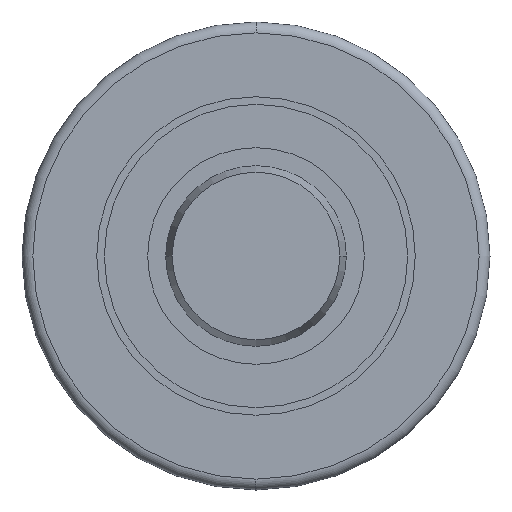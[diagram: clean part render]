
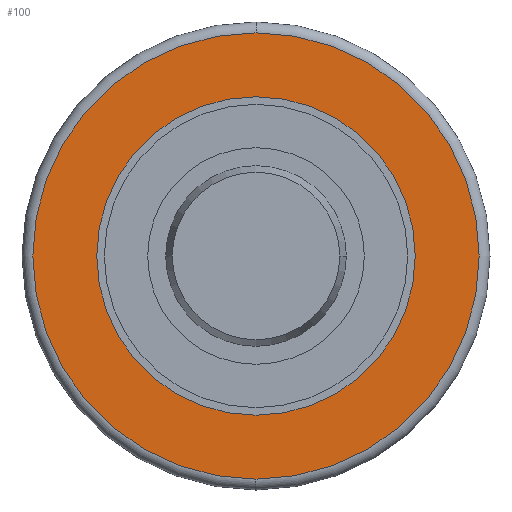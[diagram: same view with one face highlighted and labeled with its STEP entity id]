
A CAD part, left-side view. The second image highlights one B-rep face of the part: STEP entity #100.
In plain terms, the highlighted planar face has unit normal (-1, 0, 0).
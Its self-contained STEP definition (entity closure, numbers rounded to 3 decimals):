
#100=ADVANCED_FACE('',(#165,#166),#167,.T.);
#165=FACE_BOUND('',#245,.T.);
#166=FACE_OUTER_BOUND('',#246,.T.);
#167=PLANE('',#247);
#245=EDGE_LOOP('',(#471,#472));
#246=EDGE_LOOP('',(#473,#474,#475));
#247=AXIS2_PLACEMENT_3D('',#476,#477,#478);
#471=ORIENTED_EDGE('',*,*,#633,.T.);
#472=ORIENTED_EDGE('',*,*,#599,.T.);
#473=ORIENTED_EDGE('',*,*,#576,.T.);
#474=ORIENTED_EDGE('',*,*,#638,.T.);
#475=ORIENTED_EDGE('',*,*,#577,.T.);
#476=CARTESIAN_POINT('',(8.0,15.45,0.));
#477=DIRECTION('',(-1.0,0.,0.));
#478=DIRECTION('',(0.,1.0,0.));
#576=EDGE_CURVE('',#681,#679,#682,.T.);
#577=EDGE_CURVE('',#673,#681,#683,.T.);
#599=EDGE_CURVE('',#718,#722,#724,.T.);
#633=EDGE_CURVE('',#722,#718,#780,.T.);
#638=EDGE_CURVE('',#679,#673,#785,.T.);
#673=VERTEX_POINT('',#826);
#679=VERTEX_POINT('',#832);
#681=VERTEX_POINT('',#834);
#682=CIRCLE('',#835,30.9);
#683=CIRCLE('',#836,30.9);
#718=VERTEX_POINT('',#877);
#722=VERTEX_POINT('',#882);
#724=CIRCLE('',#885,22.05);
#780=CIRCLE('',#1128,22.05);
#785=CIRCLE('',#1133,30.9);
#826=CARTESIAN_POINT('',(8.,0.,30.9));
#832=CARTESIAN_POINT('',(8.0,0.,-30.9));
#834=CARTESIAN_POINT('',(8.0,30.9,0.));
#835=AXIS2_PLACEMENT_3D('',#1179,#1180,#1181);
#836=AXIS2_PLACEMENT_3D('',#1182,#1183,#1184);
#877=CARTESIAN_POINT('',(8.0,0.,-22.05));
#882=CARTESIAN_POINT('',(8.0,0.,22.05));
#885=AXIS2_PLACEMENT_3D('',#1232,#1233,#1234);
#1128=AXIS2_PLACEMENT_3D('',#1272,#1273,#1274);
#1133=AXIS2_PLACEMENT_3D('',#1287,#1288,#1289);
#1179=CARTESIAN_POINT('',(8.0,0.0,0.));
#1180=DIRECTION('',(-1.0,0.0,0.));
#1181=DIRECTION('',(0.0,1.0,0.0));
#1182=CARTESIAN_POINT('',(8.0,0.0,0.));
#1183=DIRECTION('',(-1.0,0.0,0.));
#1184=DIRECTION('',(0.0,1.0,0.0));
#1232=CARTESIAN_POINT('',(8.0,0.0,0.0));
#1233=DIRECTION('',(1.0,0.,0.));
#1234=DIRECTION('',(0.,0.,-1.0));
#1272=CARTESIAN_POINT('',(8.0,0.0,0.0));
#1273=DIRECTION('',(1.0,0.,0.));
#1274=DIRECTION('',(0.,0.,-1.0));
#1287=CARTESIAN_POINT('',(8.0,0.0,0.));
#1288=DIRECTION('',(-1.0,0.0,0.));
#1289=DIRECTION('',(0.0,1.0,0.0));
